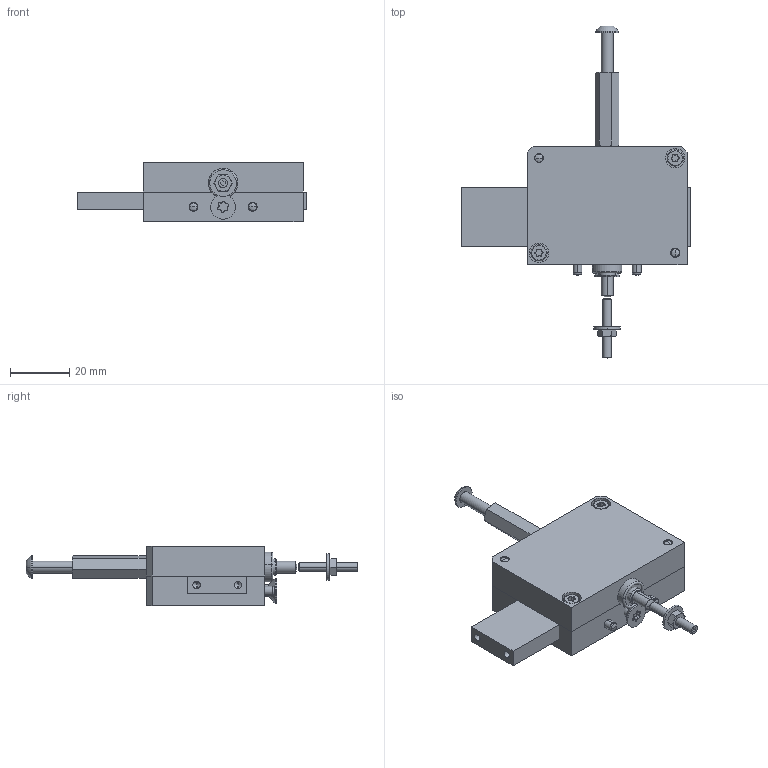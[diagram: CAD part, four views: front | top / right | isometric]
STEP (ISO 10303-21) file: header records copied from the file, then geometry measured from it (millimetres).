
FILE_DESCRIPTION (( 'STEP AP214' ), '1' );
FILE_NAME ('106220~0.STEP', '2019-12-10T09:57:09', ( '' ), ( '' ), 'SwSTEP 2.0', 'SolidWorks 2018', '' );
FILE_SCHEMA (( 'AUTOMOTIVE_DESIGN' ));
Length unit declared in the file: millimetre
Products named in the file (17): 106220~0; 106215~0_KUNDE<S>; DIN6325~n_04,0m6x020; DIN7991~n_M04,0x008 VA; DIN934~n_M03,0; 106217~0_KUNDE<S>; 26516~0; DIN913~n_M03,0x20; 106218~0_KUNDE<S>; DIN6325~n_03,0m6x008; ISO7380~n_M04,0x020; DIN6325~n_03,0m6x020; 106219~0_KUNDE<S>; 9286~0; DIN912~n_M03,0x016; SKB-II~-s-k-i-i_M4,0x25 St; 15950~0_S
Assembly tree (19 placements, depth 3):
  106220~0
    106215~0_KUNDE<S>
      106217~0_KUNDE<S>
      106218~0_KUNDE<S>
      106219~0_KUNDE<S>
      DIN6325~n_03,0m6x008  x2
      DIN6325~n_03,0m6x020  x2
      DIN6325~n_04,0m6x020
      DIN912~n_M03,0x016  x2
      DIN7991~n_M04,0x008 VA
      26516~0
    SKB-II~-s-k-i-i_M4,0x25 St
    ISO7380~n_M04,0x020
    DIN934~n_M03,0
    9286~0
    DIN913~n_M03,0x20
    15950~0_S
Bounding box: 77 x 112.1 x 20 mm (x, y, z)
Volume: 54095.8 mm3; surface area: 21401 mm2
Topology: 18 solids, 18 shells, 518 faces, 1287 edges, 833 vertices
Faces by surface type: cylinder 170, plane 166, bspline 82, cone 76, sphere 20, torus 4
Entity records: 21674 total; most frequent: CARTESIAN_POINT 7837, ORIENTED_EDGE 2324, DIRECTION 2144, EDGE_CURVE 1162, AXIS2_PLACEMENT_3D 782, VERTEX_POINT 763, LINE 580, VECTOR 580
